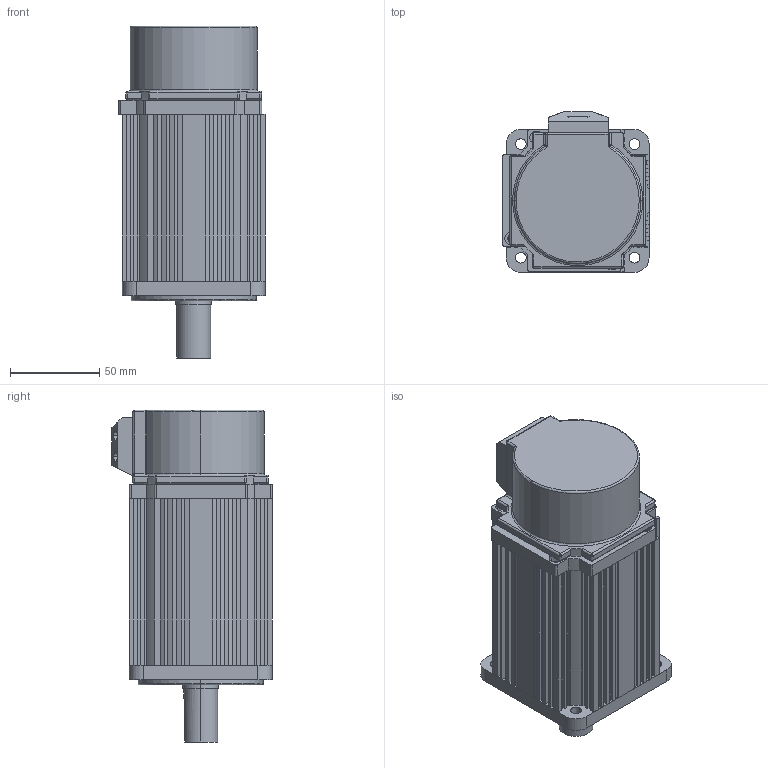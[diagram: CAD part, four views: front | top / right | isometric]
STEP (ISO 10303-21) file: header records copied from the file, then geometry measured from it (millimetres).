
FILE_DESCRIPTION (( 'STEP AP203' ), '1' );
FILE_NAME ('80-2.4N.M装配.STEP', '2019-07-02T01:27:16', ( '微软用户' ), ( '微软中国' ), 'SwSTEP 2.0', 'SolidWorks 2016', '' );
FILE_SCHEMA (( 'CONFIG_CONTROL_DESIGN' ));
Length unit declared in the file: millimetre
Products named in the file (8): 80堤盄揤啣ㄗ狟ㄘ; 80-2.4N.M蚾饜; 80晤鎢ん欶; 80 綴裔; 80ヶ裔; 80儂褲; 80 2.4N.M粣; 80堤盄揤啣ㄗ奻ㄘ
Assembly tree (7 placements, depth 2):
  80-2.4N.M蚾饜
    80晤鎢ん欶
    80 綴裔
    80ヶ裔
    80儂褲
    80 2.4N.M粣
    80堤盄揤啣ㄗ奻ㄘ
    80堤盄揤啣ㄗ狟ㄘ
Bounding box: 81.89 x 89.7 x 186 mm (x, y, z)
Volume: 317243.8 mm3; surface area: 164869.1 mm2
Topology: 7 solids, 7 shells, 868 faces, 2206 edges, 1360 vertices
Faces by surface type: cylinder 345, plane 334, torus 133, cone 30, sphere 22, bspline 4
Entity records: 27543 total; most frequent: CARTESIAN_POINT 5366, DIRECTION 4724, ORIENTED_EDGE 4334, EDGE_CURVE 2167, AXIS2_PLACEMENT_3D 1767, VERTEX_POINT 1360, VECTOR 1190, LINE 1190
